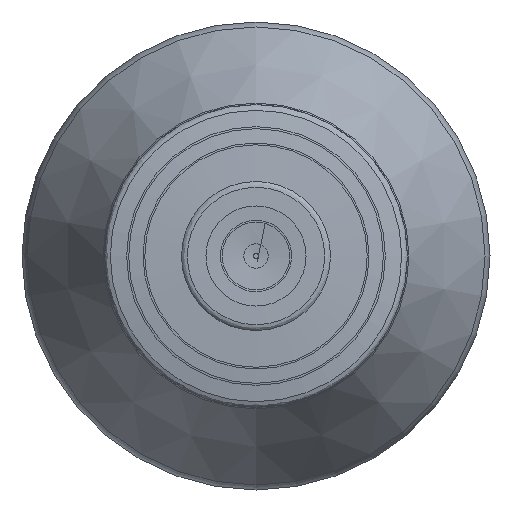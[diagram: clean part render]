
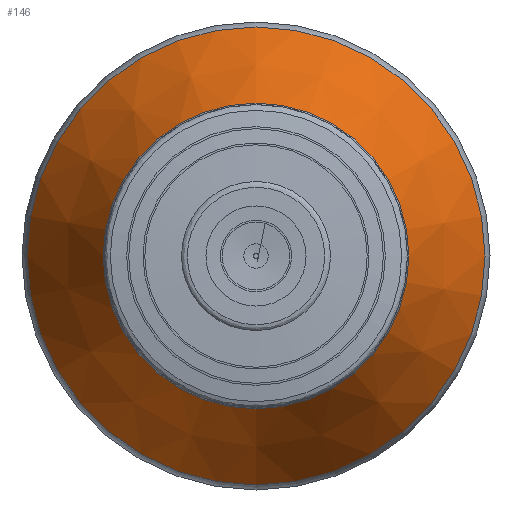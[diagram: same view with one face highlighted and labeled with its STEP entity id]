
A CAD part, left-side view. The second image highlights one B-rep face of the part: STEP entity #146.
In plain terms, the highlighted conical face has half-angle 28.443 degrees and reference radius 16.638 mm.
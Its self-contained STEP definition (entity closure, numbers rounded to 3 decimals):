
#131=CONICAL_SURFACE('',#576,16.638,28.443);
#146=ADVANCED_FACE('',(#207,#208),#131,.T.);
#207=FACE_BOUND('',#286,.T.);
#208=FACE_BOUND('',#287,.T.);
#286=EDGE_LOOP('',(#368));
#287=EDGE_LOOP('',(#369));
#368=ORIENTED_EDGE('',*,*,#479,.T.);
#369=ORIENTED_EDGE('',*,*,#478,.F.);
#437=VERTEX_POINT('',#802);
#438=VERTEX_POINT('',#805);
#478=EDGE_CURVE('',#437,#437,#519,.T.);
#479=EDGE_CURVE('',#438,#438,#520,.T.);
#519=CIRCLE('',#573,16.638);
#520=CIRCLE('',#575,11.104);
#573=AXIS2_PLACEMENT_3D('',#801,#661,#662);
#575=AXIS2_PLACEMENT_3D('',#804,#665,#666);
#576=AXIS2_PLACEMENT_3D('',#806,#667,#668);
#661=DIRECTION('',(1.,0.,0.));
#662=DIRECTION('',(0.,0.,1.));
#665=DIRECTION('',(1.,0.,0.));
#666=DIRECTION('',(0.,0.,1.));
#667=DIRECTION('',(1.,0.,0.));
#668=DIRECTION('',(0.,0.,-1.));
#801=CARTESIAN_POINT('',(60.331,0.,0.));
#802=CARTESIAN_POINT('',(60.331,0.,16.638));
#804=CARTESIAN_POINT('',(50.114,0.,0.));
#805=CARTESIAN_POINT('',(50.114,0.,11.104));
#806=CARTESIAN_POINT('',(60.331,0.,0.));
